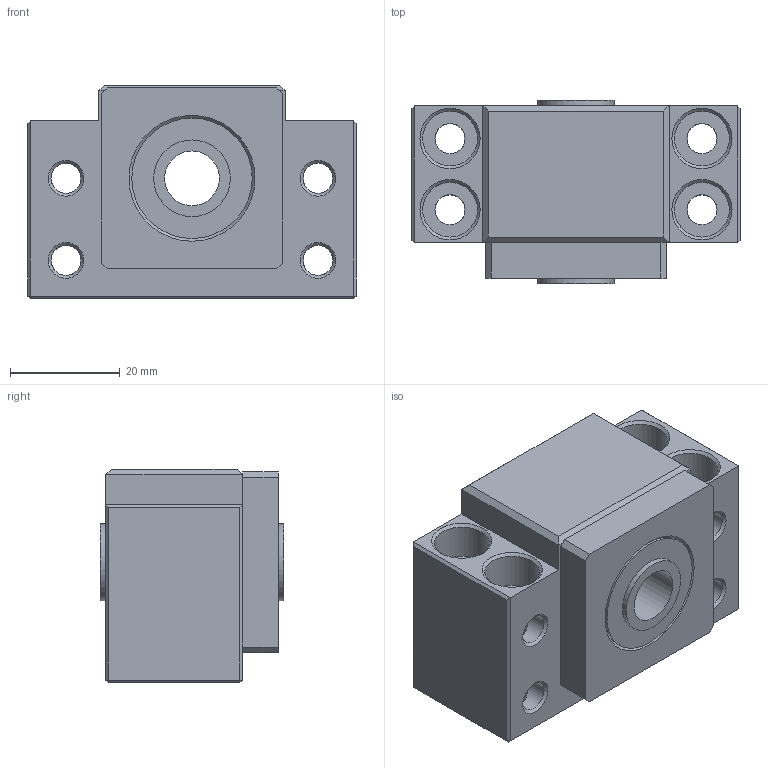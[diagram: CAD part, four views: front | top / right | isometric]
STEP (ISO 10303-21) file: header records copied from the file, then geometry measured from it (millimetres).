
FILE_DESCRIPTION(('FreeCAD Model'),'2;1');
FILE_NAME('bk10.step','2015-09-05T20:44:30',( 'Author'),(''),'Open CASCADE STEP processor 6.8','FreeCAD','Unknown' );
FILE_SCHEMA(('AUTOMOTIVE_DESIGN_CC2 { 1 2 10303 214 -1 1 5 4 }'));
Length unit declared in the file: millimetre
Products named in the file (1): bk10
Bounding box: 60 x 33.5 x 39 mm (x, y, z)
Volume: 52744.2 mm3; surface area: 14003.4 mm2
Topology: 1 solids, 1 shells, 97 faces, 239 edges, 136 vertices
Faces by surface type: plane 46, cylinder 33, cone 18
Full cylindrical faces by diameter (mm): 5.5 x24, 10 x5, 14 x2, 22 x2
Entity records: 7310 total; most frequent: CARTESIAN_POINT 1867, DIRECTION 875, ORIENTED_EDGE 478, PCURVE 478, DEFINITIONAL_REPRESENTATION 478, LINE 449, VECTOR 449, EDGE_CURVE 239
